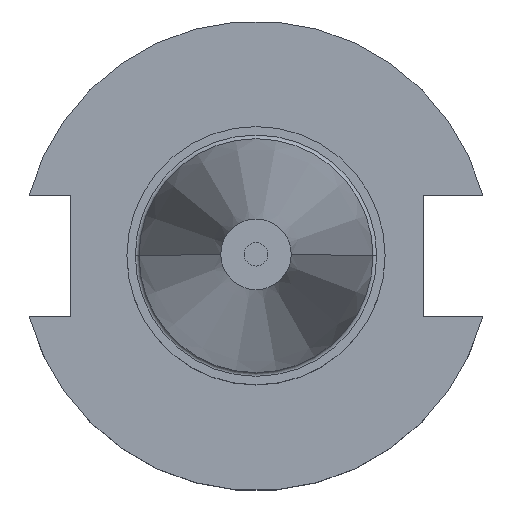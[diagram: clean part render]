
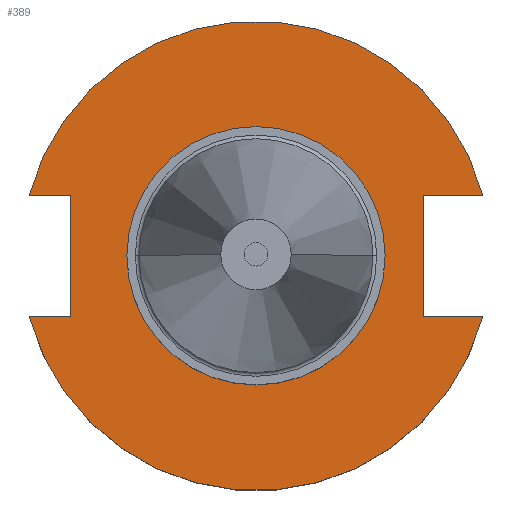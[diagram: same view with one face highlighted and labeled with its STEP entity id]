
A CAD part, top view. The second image highlights one B-rep face of the part: STEP entity #389.
In plain terms, the highlighted planar face has unit normal (0, 0, 1).
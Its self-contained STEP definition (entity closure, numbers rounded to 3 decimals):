
#1 = ORIENTED_EDGE ( 'NONE', *, *, #1028, .T. ) ;
#6 = LINE ( 'NONE', #689, #281 ) ;
#9 = EDGE_CURVE ( 'NONE', #22, #42, #833, .T. ) ;
#22 = VERTEX_POINT ( 'NONE', #1083 ) ;
#42 = VERTEX_POINT ( 'NONE', #1555 ) ;
#50 = ORIENTED_EDGE ( 'NONE', *, *, #235, .F. ) ;
#78 = EDGE_LOOP ( 'NONE', ( #1429, #1182 ) ) ;
#80 = CARTESIAN_POINT ( 'NONE',  ( 0., 0., 19.05 ) ) ;
#81 = VERTEX_POINT ( 'NONE', #1369 ) ;
#88 = DIRECTION ( 'NONE',  ( 1., 0., 0. ) ) ;
#92 = CARTESIAN_POINT ( 'NONE',  ( -30.675, 8.191, 19.05 ) ) ;
#118 = AXIS2_PLACEMENT_3D ( 'NONE', #80, #1285, #442 ) ;
#119 = DIRECTION ( 'NONE',  ( -1., 0., 0. ) ) ;
#127 = LINE ( 'NONE', #916, #1157 ) ;
#128 = CARTESIAN_POINT ( 'NONE',  ( 0., 17.462, 19.05 ) ) ;
#214 = EDGE_CURVE ( 'NONE', #856, #289, #1382, .T. ) ;
#235 = EDGE_CURVE ( 'NONE', #22, #1061, #6, .T. ) ;
#277 = VECTOR ( 'NONE', #1418, 1000. ) ;
#281 = VECTOR ( 'NONE', #1523, 1000. ) ;
#289 = VERTEX_POINT ( 'NONE', #92 ) ;
#298 = LINE ( 'NONE', #576, #1471 ) ;
#304 = AXIS2_PLACEMENT_3D ( 'NONE', #1262, #1036, #1148 ) ;
#358 = VERTEX_POINT ( 'NONE', #863 ) ;
#386 = DIRECTION ( 'NONE',  ( 0., 0., -1. ) ) ;
#389 = ADVANCED_FACE ( 'NONE', ( #693, #401 ), #510, .F. ) ;
#401 = FACE_OUTER_BOUND ( 'NONE', #836, .T. ) ;
#404 = CARTESIAN_POINT ( 'NONE',  ( -17.462, 0., 19.05 ) ) ;
#413 = CARTESIAN_POINT ( 'NONE',  ( 22.606, 8.191, 19.05 ) ) ;
#417 = CARTESIAN_POINT ( 'NONE',  ( -25.091, -8.191, 19.05 ) ) ;
#442 = DIRECTION ( 'NONE',  ( 1., 0., 0. ) ) ;
#444 = DIRECTION ( 'NONE',  ( 1., 0., 0. ) ) ;
#450 = DIRECTION ( 'NONE',  ( 0., 0., 1. ) ) ;
#510 = PLANE ( 'NONE',  #1494 ) ;
#528 = CARTESIAN_POINT ( 'NONE',  ( 0., 0., 19.05 ) ) ;
#561 = VERTEX_POINT ( 'NONE', #413 ) ;
#573 = EDGE_CURVE ( 'NONE', #358, #1343, #869, .T. ) ;
#576 = CARTESIAN_POINT ( 'NONE',  ( 0., -8.191, 19.05 ) ) ;
#579 = CARTESIAN_POINT ( 'NONE',  ( 0., 8.191, 19.05 ) ) ;
#587 = DIRECTION ( 'NONE',  ( -1., 0., 0. ) ) ;
#598 = ORIENTED_EDGE ( 'NONE', *, *, #884, .F. ) ;
#634 = EDGE_CURVE ( 'NONE', #1330, #42, #298, .T. ) ;
#640 = DIRECTION ( 'NONE',  ( 1., 0., 0. ) ) ;
#657 = EDGE_CURVE ( 'NONE', #289, #81, #1274, .T. ) ;
#670 = VECTOR ( 'NONE', #587, 1000. ) ;
#689 = CARTESIAN_POINT ( 'NONE',  ( -61.091, -8.191, 19.05 ) ) ;
#693 = FACE_BOUND ( 'NONE', #78, .T. ) ;
#697 = CARTESIAN_POINT ( 'NONE',  ( -61.091, 8.191, 19.05 ) ) ;
#717 = CARTESIAN_POINT ( 'NONE',  ( 22.606, 17.462, 19.05 ) ) ;
#720 = ORIENTED_EDGE ( 'NONE', *, *, #657, .T. ) ;
#757 = AXIS2_PLACEMENT_3D ( 'NONE', #528, #1003, #640 ) ;
#833 = CIRCLE ( 'NONE', #757, 31.75 ) ;
#836 = EDGE_LOOP ( 'NONE', ( #1, #50, #903, #1284, #1200, #598, #1270, #720 ) ) ;
#849 = LINE ( 'NONE', #579, #670 ) ;
#855 = CARTESIAN_POINT ( 'NONE',  ( 30.675, 8.191, 19.05 ) ) ;
#856 = VERTEX_POINT ( 'NONE', #855 ) ;
#863 = CARTESIAN_POINT ( 'NONE',  ( 17.462, 0., 19.05 ) ) ;
#869 = CIRCLE ( 'NONE', #304, 17.462 ) ;
#884 = EDGE_CURVE ( 'NONE', #856, #561, #849, .T. ) ;
#899 = CARTESIAN_POINT ( 'NONE',  ( 22.606, -8.191, 19.05 ) ) ;
#903 = ORIENTED_EDGE ( 'NONE', *, *, #9, .T. ) ;
#916 = CARTESIAN_POINT ( 'NONE',  ( -25.091, 8.191, 19.05 ) ) ;
#1003 = DIRECTION ( 'NONE',  ( 0., 0., 1. ) ) ;
#1028 = EDGE_CURVE ( 'NONE', #81, #1061, #127, .T. ) ;
#1036 = DIRECTION ( 'NONE',  ( 0., 0., 1. ) ) ;
#1061 = VERTEX_POINT ( 'NONE', #417 ) ;
#1083 = CARTESIAN_POINT ( 'NONE',  ( -30.675, -8.191, 19.05 ) ) ;
#1105 = DIRECTION ( 'NONE',  ( 1., 0., 0. ) ) ;
#1148 = DIRECTION ( 'NONE',  ( 1., 0., 0. ) ) ;
#1157 = VECTOR ( 'NONE', #1405, 1000. ) ;
#1165 = EDGE_CURVE ( 'NONE', #1330, #561, #1378, .T. ) ;
#1181 = EDGE_CURVE ( 'NONE', #1343, #358, #1346, .T. ) ;
#1182 = ORIENTED_EDGE ( 'NONE', *, *, #1181, .F. ) ;
#1200 = ORIENTED_EDGE ( 'NONE', *, *, #1165, .T. ) ;
#1234 = AXIS2_PLACEMENT_3D ( 'NONE', #1433, #450, #88 ) ;
#1262 = CARTESIAN_POINT ( 'NONE',  ( 0., 0., 19.05 ) ) ;
#1270 = ORIENTED_EDGE ( 'NONE', *, *, #214, .T. ) ;
#1274 = LINE ( 'NONE', #697, #1364 ) ;
#1284 = ORIENTED_EDGE ( 'NONE', *, *, #634, .F. ) ;
#1285 = DIRECTION ( 'NONE',  ( 0., 0., 1. ) ) ;
#1330 = VERTEX_POINT ( 'NONE', #899 ) ;
#1343 = VERTEX_POINT ( 'NONE', #404 ) ;
#1346 = CIRCLE ( 'NONE', #1234, 17.462 ) ;
#1364 = VECTOR ( 'NONE', #444, 1000. ) ;
#1369 = CARTESIAN_POINT ( 'NONE',  ( -25.091, 8.191, 19.05 ) ) ;
#1378 = LINE ( 'NONE', #717, #277 ) ;
#1382 = CIRCLE ( 'NONE', #118, 31.75 ) ;
#1405 = DIRECTION ( 'NONE',  ( 0., -1., 0. ) ) ;
#1418 = DIRECTION ( 'NONE',  ( 0., 1., 0. ) ) ;
#1429 = ORIENTED_EDGE ( 'NONE', *, *, #573, .F. ) ;
#1433 = CARTESIAN_POINT ( 'NONE',  ( 0., 0., 19.05 ) ) ;
#1471 = VECTOR ( 'NONE', #1105, 1000. ) ;
#1494 = AXIS2_PLACEMENT_3D ( 'NONE', #128, #386, #119 ) ;
#1523 = DIRECTION ( 'NONE',  ( 1., 0., 0. ) ) ;
#1555 = CARTESIAN_POINT ( 'NONE',  ( 30.675, -8.191, 19.05 ) ) ;
